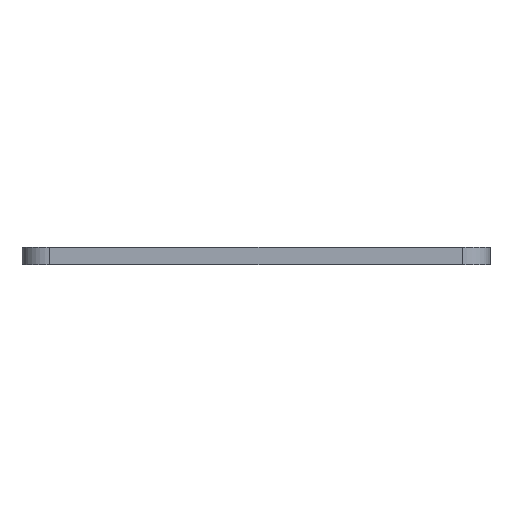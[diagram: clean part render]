
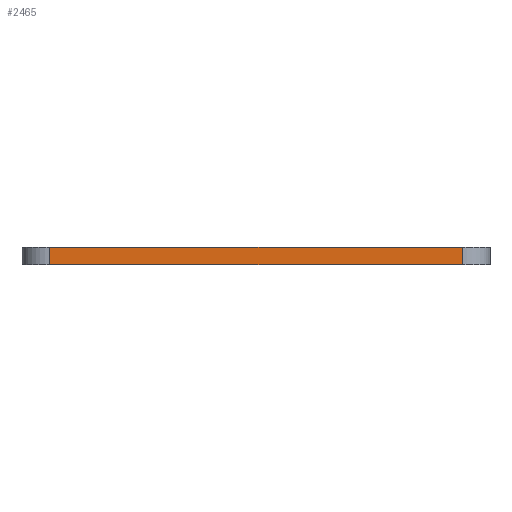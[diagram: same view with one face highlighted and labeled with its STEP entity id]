
A CAD part, left-side view. The second image highlights one B-rep face of the part: STEP entity #2465.
In plain terms, the highlighted planar face has unit normal (-1, 0, 0).
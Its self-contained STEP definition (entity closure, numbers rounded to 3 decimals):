
#83 = PLANE('',#84);
#84 = AXIS2_PLACEMENT_3D('',#85,#86,#87);
#85 = CARTESIAN_POINT('',(148.501,-105.004,1.6));
#86 = DIRECTION('',(-0.,-0.,-1.));
#87 = DIRECTION('',(-1.,0.,0.));
#137 = PLANE('',#138);
#138 = AXIS2_PLACEMENT_3D('',#139,#140,#141);
#139 = CARTESIAN_POINT('',(148.501,-105.004,0.));
#140 = DIRECTION('',(-0.,-0.,-1.));
#141 = DIRECTION('',(-1.,0.,0.));
#373 = VERTEX_POINT('',#374);
#374 = CARTESIAN_POINT('',(126.276,-124.054,0.));
#393 = CYLINDRICAL_SURFACE('',#394,2.54);
#394 = AXIS2_PLACEMENT_3D('',#395,#396,#397);
#395 = CARTESIAN_POINT('',(128.816,-124.054,0.));
#396 = DIRECTION('',(-0.,-0.,-1.));
#397 = DIRECTION('',(1.,0.,-0.));
#405 = EDGE_CURVE('',#373,#406,#408,.T.);
#406 = VERTEX_POINT('',#407);
#407 = CARTESIAN_POINT('',(126.276,-85.954,0.));
#408 = SURFACE_CURVE('',#409,(#413,#420),.PCURVE_S1.);
#409 = LINE('',#410,#411);
#410 = CARTESIAN_POINT('',(126.276,-124.054,0.));
#411 = VECTOR('',#412,1.);
#412 = DIRECTION('',(0.,1.,0.));
#413 = PCURVE('',#137,#414);
#414 = DEFINITIONAL_REPRESENTATION('',(#415),#419);
#415 = LINE('',#416,#417);
#416 = CARTESIAN_POINT('',(22.225,-19.05));
#417 = VECTOR('',#418,1.);
#418 = DIRECTION('',(0.,1.));
#419 = ( GEOMETRIC_REPRESENTATION_CONTEXT(2) 
PARAMETRIC_REPRESENTATION_CONTEXT() REPRESENTATION_CONTEXT('2D SPACE',''
  ) );
#420 = PCURVE('',#421,#426);
#421 = PLANE('',#422);
#422 = AXIS2_PLACEMENT_3D('',#423,#424,#425);
#423 = CARTESIAN_POINT('',(126.276,-124.054,0.));
#424 = DIRECTION('',(-1.,0.,0.));
#425 = DIRECTION('',(0.,1.,0.));
#426 = DEFINITIONAL_REPRESENTATION('',(#427),#431);
#427 = LINE('',#428,#429);
#428 = CARTESIAN_POINT('',(0.,0.));
#429 = VECTOR('',#430,1.);
#430 = DIRECTION('',(1.,0.));
#431 = ( GEOMETRIC_REPRESENTATION_CONTEXT(2) 
PARAMETRIC_REPRESENTATION_CONTEXT() REPRESENTATION_CONTEXT('2D SPACE',''
  ) );
#454 = CYLINDRICAL_SURFACE('',#455,2.54);
#455 = AXIS2_PLACEMENT_3D('',#456,#457,#458);
#456 = CARTESIAN_POINT('',(128.816,-85.954,0.));
#457 = DIRECTION('',(-0.,-0.,-1.));
#458 = DIRECTION('',(1.,0.,-0.));
#1426 = VERTEX_POINT('',#1427);
#1427 = CARTESIAN_POINT('',(126.276,-124.054,1.6));
#1453 = EDGE_CURVE('',#1426,#1454,#1456,.T.);
#1454 = VERTEX_POINT('',#1455);
#1455 = CARTESIAN_POINT('',(126.276,-85.954,1.6));
#1456 = SURFACE_CURVE('',#1457,(#1461,#1468),.PCURVE_S1.);
#1457 = LINE('',#1458,#1459);
#1458 = CARTESIAN_POINT('',(126.276,-124.054,1.6));
#1459 = VECTOR('',#1460,1.);
#1460 = DIRECTION('',(0.,1.,0.));
#1461 = PCURVE('',#83,#1462);
#1462 = DEFINITIONAL_REPRESENTATION('',(#1463),#1467);
#1463 = LINE('',#1464,#1465);
#1464 = CARTESIAN_POINT('',(22.225,-19.05));
#1465 = VECTOR('',#1466,1.);
#1466 = DIRECTION('',(0.,1.));
#1467 = ( GEOMETRIC_REPRESENTATION_CONTEXT(2) 
PARAMETRIC_REPRESENTATION_CONTEXT() REPRESENTATION_CONTEXT('2D SPACE',''
  ) );
#1468 = PCURVE('',#421,#1469);
#1469 = DEFINITIONAL_REPRESENTATION('',(#1470),#1474);
#1470 = LINE('',#1471,#1472);
#1471 = CARTESIAN_POINT('',(0.,-1.6));
#1472 = VECTOR('',#1473,1.);
#1473 = DIRECTION('',(1.,0.));
#1474 = ( GEOMETRIC_REPRESENTATION_CONTEXT(2) 
PARAMETRIC_REPRESENTATION_CONTEXT() REPRESENTATION_CONTEXT('2D SPACE',''
  ) );
#2415 = EDGE_CURVE('',#373,#1426,#2416,.T.);
#2416 = SURFACE_CURVE('',#2417,(#2421,#2428),.PCURVE_S1.);
#2417 = LINE('',#2418,#2419);
#2418 = CARTESIAN_POINT('',(126.276,-124.054,0.));
#2419 = VECTOR('',#2420,1.);
#2420 = DIRECTION('',(0.,0.,1.));
#2421 = PCURVE('',#393,#2422);
#2422 = DEFINITIONAL_REPRESENTATION('',(#2423),#2427);
#2423 = LINE('',#2424,#2425);
#2424 = CARTESIAN_POINT('',(-3.141,0.));
#2425 = VECTOR('',#2426,1.);
#2426 = DIRECTION('',(-0.,-1.));
#2427 = ( GEOMETRIC_REPRESENTATION_CONTEXT(2) 
PARAMETRIC_REPRESENTATION_CONTEXT() REPRESENTATION_CONTEXT('2D SPACE',''
  ) );
#2428 = PCURVE('',#421,#2429);
#2429 = DEFINITIONAL_REPRESENTATION('',(#2430),#2434);
#2430 = LINE('',#2431,#2432);
#2431 = CARTESIAN_POINT('',(0.,0.));
#2432 = VECTOR('',#2433,1.);
#2433 = DIRECTION('',(0.,-1.));
#2434 = ( GEOMETRIC_REPRESENTATION_CONTEXT(2) 
PARAMETRIC_REPRESENTATION_CONTEXT() REPRESENTATION_CONTEXT('2D SPACE',''
  ) );
#2465 = ADVANCED_FACE('',(#2466),#421,.T.);
#2466 = FACE_BOUND('',#2467,.T.);
#2467 = EDGE_LOOP('',(#2468,#2469,#2470,#2491));
#2468 = ORIENTED_EDGE('',*,*,#2415,.T.);
#2469 = ORIENTED_EDGE('',*,*,#1453,.T.);
#2470 = ORIENTED_EDGE('',*,*,#2471,.F.);
#2471 = EDGE_CURVE('',#406,#1454,#2472,.T.);
#2472 = SURFACE_CURVE('',#2473,(#2477,#2484),.PCURVE_S1.);
#2473 = LINE('',#2474,#2475);
#2474 = CARTESIAN_POINT('',(126.276,-85.954,0.));
#2475 = VECTOR('',#2476,1.);
#2476 = DIRECTION('',(0.,0.,1.));
#2477 = PCURVE('',#421,#2478);
#2478 = DEFINITIONAL_REPRESENTATION('',(#2479),#2483);
#2479 = LINE('',#2480,#2481);
#2480 = CARTESIAN_POINT('',(38.1,0.));
#2481 = VECTOR('',#2482,1.);
#2482 = DIRECTION('',(0.,-1.));
#2483 = ( GEOMETRIC_REPRESENTATION_CONTEXT(2) 
PARAMETRIC_REPRESENTATION_CONTEXT() REPRESENTATION_CONTEXT('2D SPACE',''
  ) );
#2484 = PCURVE('',#454,#2485);
#2485 = DEFINITIONAL_REPRESENTATION('',(#2486),#2490);
#2486 = LINE('',#2487,#2488);
#2487 = CARTESIAN_POINT('',(-3.141,0.));
#2488 = VECTOR('',#2489,1.);
#2489 = DIRECTION('',(-0.,-1.));
#2490 = ( GEOMETRIC_REPRESENTATION_CONTEXT(2) 
PARAMETRIC_REPRESENTATION_CONTEXT() REPRESENTATION_CONTEXT('2D SPACE',''
  ) );
#2491 = ORIENTED_EDGE('',*,*,#405,.F.);
